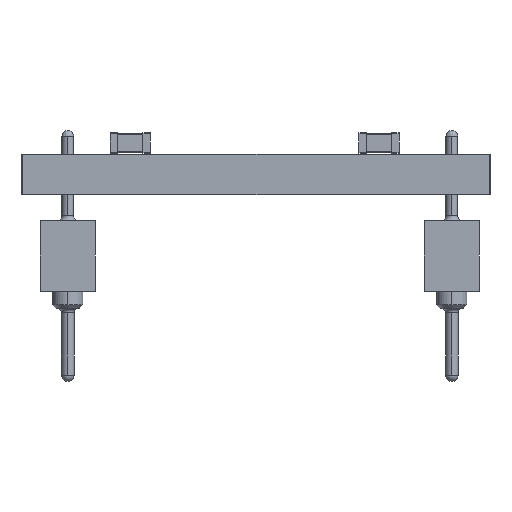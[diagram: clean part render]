
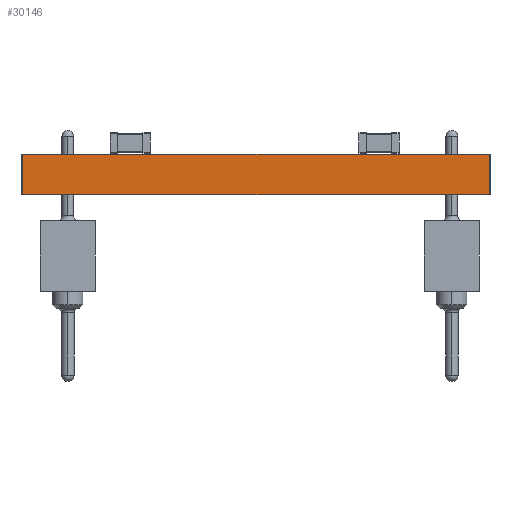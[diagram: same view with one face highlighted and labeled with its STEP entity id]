
A CAD part, front view. The second image highlights one B-rep face of the part: STEP entity #30146.
In plain terms, the highlighted planar face has unit normal (0, -1, 0).
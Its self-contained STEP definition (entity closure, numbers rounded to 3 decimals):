
#30030 = EDGE_CURVE('',#30031,#30033,#30035,.T.);
#30031 = VERTEX_POINT('',#30032);
#30032 = CARTESIAN_POINT('',(90.297,-144.678,0.));
#30033 = VERTEX_POINT('',#30034);
#30034 = CARTESIAN_POINT('',(90.297,-144.678,1.6));
#30035 = SURFACE_CURVE('',#30036,(#30040,#30052),.PCURVE_S1.);
#30036 = LINE('',#30037,#30038);
#30037 = CARTESIAN_POINT('',(90.297,-144.678,0.));
#30038 = VECTOR('',#30039,1.);
#30039 = DIRECTION('',(0.,0.,1.));
#30040 = PCURVE('',#30041,#30046);
#30041 = PLANE('',#30042);
#30042 = AXIS2_PLACEMENT_3D('',#30043,#30044,#30045);
#30043 = CARTESIAN_POINT('',(90.297,-144.678,0.));
#30044 = DIRECTION('',(-1.,-0.001,0.));
#30045 = DIRECTION('',(-0.001,1.,0.));
#30046 = DEFINITIONAL_REPRESENTATION('',(#30047),#30051);
#30047 = LINE('',#30048,#30049);
#30048 = CARTESIAN_POINT('',(0.,0.));
#30049 = VECTOR('',#30050,1.);
#30050 = DIRECTION('',(0.,-1.));
#30051 = ( GEOMETRIC_REPRESENTATION_CONTEXT(2) 
PARAMETRIC_REPRESENTATION_CONTEXT() REPRESENTATION_CONTEXT('2D SPACE',''
  ) );
#30052 = PCURVE('',#30053,#30058);
#30053 = PLANE('',#30054);
#30054 = AXIS2_PLACEMENT_3D('',#30055,#30056,#30057);
#30055 = CARTESIAN_POINT('',(108.89,-144.678,0.));
#30056 = DIRECTION('',(0.,-1.,0.));
#30057 = DIRECTION('',(-1.,0.,0.));
#30058 = DEFINITIONAL_REPRESENTATION('',(#30059),#30063);
#30059 = LINE('',#30060,#30061);
#30060 = CARTESIAN_POINT('',(18.593,0.));
#30061 = VECTOR('',#30062,1.);
#30062 = DIRECTION('',(0.,-1.));
#30063 = ( GEOMETRIC_REPRESENTATION_CONTEXT(2) 
PARAMETRIC_REPRESENTATION_CONTEXT() REPRESENTATION_CONTEXT('2D SPACE',''
  ) );
#30081 = PLANE('',#30082);
#30082 = AXIS2_PLACEMENT_3D('',#30083,#30084,#30085);
#30083 = CARTESIAN_POINT('',(99.593,-134.22,1.6));
#30084 = DIRECTION('',(-0.,-0.,-1.));
#30085 = DIRECTION('',(-1.,0.,0.));
#30135 = PLANE('',#30136);
#30136 = AXIS2_PLACEMENT_3D('',#30137,#30138,#30139);
#30137 = CARTESIAN_POINT('',(99.593,-134.22,0.));
#30138 = DIRECTION('',(-0.,-0.,-1.));
#30139 = DIRECTION('',(-1.,0.,0.));
#30146 = ADVANCED_FACE('',(#30147),#30053,.T.);
#30147 = FACE_BOUND('',#30148,.T.);
#30148 = EDGE_LOOP('',(#30149,#30179,#30200,#30201));
#30149 = ORIENTED_EDGE('',*,*,#30150,.T.);
#30150 = EDGE_CURVE('',#30151,#30153,#30155,.T.);
#30151 = VERTEX_POINT('',#30152);
#30152 = CARTESIAN_POINT('',(108.89,-144.678,0.));
#30153 = VERTEX_POINT('',#30154);
#30154 = CARTESIAN_POINT('',(108.89,-144.678,1.6));
#30155 = SURFACE_CURVE('',#30156,(#30160,#30167),.PCURVE_S1.);
#30156 = LINE('',#30157,#30158);
#30157 = CARTESIAN_POINT('',(108.89,-144.678,0.));
#30158 = VECTOR('',#30159,1.);
#30159 = DIRECTION('',(0.,0.,1.));
#30160 = PCURVE('',#30053,#30161);
#30161 = DEFINITIONAL_REPRESENTATION('',(#30162),#30166);
#30162 = LINE('',#30163,#30164);
#30163 = CARTESIAN_POINT('',(0.,-0.));
#30164 = VECTOR('',#30165,1.);
#30165 = DIRECTION('',(0.,-1.));
#30166 = ( GEOMETRIC_REPRESENTATION_CONTEXT(2) 
PARAMETRIC_REPRESENTATION_CONTEXT() REPRESENTATION_CONTEXT('2D SPACE',''
  ) );
#30167 = PCURVE('',#30168,#30173);
#30168 = PLANE('',#30169);
#30169 = AXIS2_PLACEMENT_3D('',#30170,#30171,#30172);
#30170 = CARTESIAN_POINT('',(108.915,-123.774,0.));
#30171 = DIRECTION('',(1.,-0.001,0.));
#30172 = DIRECTION('',(-0.001,-1.,0.));
#30173 = DEFINITIONAL_REPRESENTATION('',(#30174),#30178);
#30174 = LINE('',#30175,#30176);
#30175 = CARTESIAN_POINT('',(20.904,0.));
#30176 = VECTOR('',#30177,1.);
#30177 = DIRECTION('',(0.,-1.));
#30178 = ( GEOMETRIC_REPRESENTATION_CONTEXT(2) 
PARAMETRIC_REPRESENTATION_CONTEXT() REPRESENTATION_CONTEXT('2D SPACE',''
  ) );
#30179 = ORIENTED_EDGE('',*,*,#30180,.T.);
#30180 = EDGE_CURVE('',#30153,#30033,#30181,.T.);
#30181 = SURFACE_CURVE('',#30182,(#30186,#30193),.PCURVE_S1.);
#30182 = LINE('',#30183,#30184);
#30183 = CARTESIAN_POINT('',(108.89,-144.678,1.6));
#30184 = VECTOR('',#30185,1.);
#30185 = DIRECTION('',(-1.,0.,0.));
#30186 = PCURVE('',#30053,#30187);
#30187 = DEFINITIONAL_REPRESENTATION('',(#30188),#30192);
#30188 = LINE('',#30189,#30190);
#30189 = CARTESIAN_POINT('',(0.,-1.6));
#30190 = VECTOR('',#30191,1.);
#30191 = DIRECTION('',(1.,0.));
#30192 = ( GEOMETRIC_REPRESENTATION_CONTEXT(2) 
PARAMETRIC_REPRESENTATION_CONTEXT() REPRESENTATION_CONTEXT('2D SPACE',''
  ) );
#30193 = PCURVE('',#30081,#30194);
#30194 = DEFINITIONAL_REPRESENTATION('',(#30195),#30199);
#30195 = LINE('',#30196,#30197);
#30196 = CARTESIAN_POINT('',(-9.296,-10.459));
#30197 = VECTOR('',#30198,1.);
#30198 = DIRECTION('',(1.,0.));
#30199 = ( GEOMETRIC_REPRESENTATION_CONTEXT(2) 
PARAMETRIC_REPRESENTATION_CONTEXT() REPRESENTATION_CONTEXT('2D SPACE',''
  ) );
#30200 = ORIENTED_EDGE('',*,*,#30030,.F.);
#30201 = ORIENTED_EDGE('',*,*,#30202,.F.);
#30202 = EDGE_CURVE('',#30151,#30031,#30203,.T.);
#30203 = SURFACE_CURVE('',#30204,(#30208,#30215),.PCURVE_S1.);
#30204 = LINE('',#30205,#30206);
#30205 = CARTESIAN_POINT('',(108.89,-144.678,0.));
#30206 = VECTOR('',#30207,1.);
#30207 = DIRECTION('',(-1.,0.,0.));
#30208 = PCURVE('',#30053,#30209);
#30209 = DEFINITIONAL_REPRESENTATION('',(#30210),#30214);
#30210 = LINE('',#30211,#30212);
#30211 = CARTESIAN_POINT('',(0.,-0.));
#30212 = VECTOR('',#30213,1.);
#30213 = DIRECTION('',(1.,0.));
#30214 = ( GEOMETRIC_REPRESENTATION_CONTEXT(2) 
PARAMETRIC_REPRESENTATION_CONTEXT() REPRESENTATION_CONTEXT('2D SPACE',''
  ) );
#30215 = PCURVE('',#30135,#30216);
#30216 = DEFINITIONAL_REPRESENTATION('',(#30217),#30221);
#30217 = LINE('',#30218,#30219);
#30218 = CARTESIAN_POINT('',(-9.296,-10.459));
#30219 = VECTOR('',#30220,1.);
#30220 = DIRECTION('',(1.,0.));
#30221 = ( GEOMETRIC_REPRESENTATION_CONTEXT(2) 
PARAMETRIC_REPRESENTATION_CONTEXT() REPRESENTATION_CONTEXT('2D SPACE',''
  ) );
